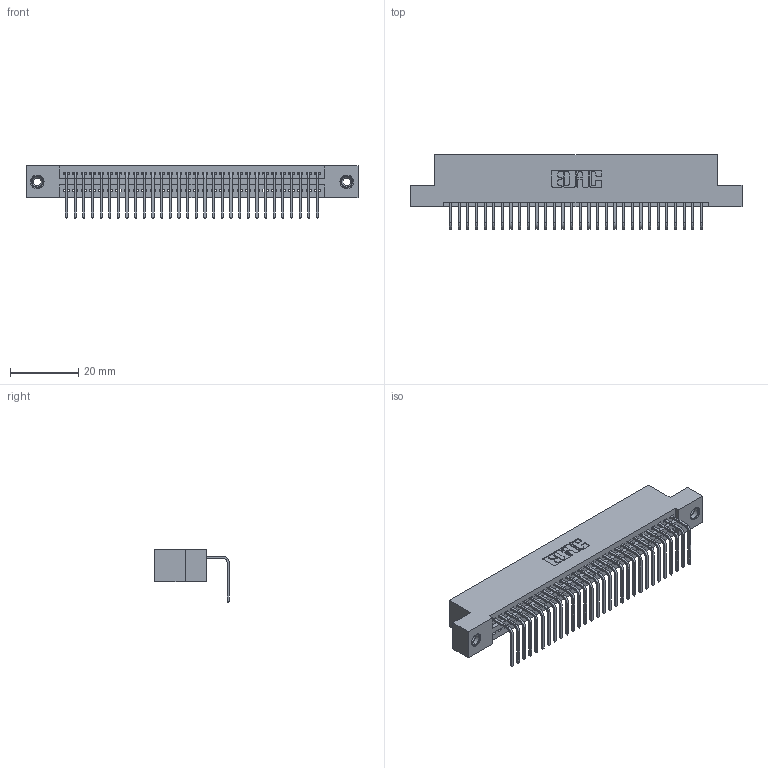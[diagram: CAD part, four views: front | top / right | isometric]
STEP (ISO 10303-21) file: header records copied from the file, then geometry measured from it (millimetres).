
FILE_DESCRIPTION (( 'STEP AP203' ), '1' );
FILE_NAME ('395-030-558-108.STEP', '2018-11-11T08:14:22', ( '' ), ( '' ), 'SwSTEP 2.0', 'SolidWorks 2016', '' );
FILE_SCHEMA (( 'CONFIG_CONTROL_DESIGN' ));
Length unit declared in the file: inch
Products named in the file (4): 345-292-001_558 Tail - 2; 345-250-001_345-250-003-102; 395-030-558-108; 345 Part_Flush Mounting Lugs - 0.156 Dia-TI
Assembly tree (33 placements, depth 2):
  395-030-558-108
    345 Part_Flush Mounting Lugs - 0.156 Dia-TI
    345-292-001_558 Tail - 2  x30
    345-250-001_345-250-003-102  x2
Bounding box: 97.41 x 21.83 x 15.37 mm (x, y, z)
Volume: 9247.1 mm3; surface area: 12732 mm2
Topology: 33 solids, 33 shells, 1986 faces, 5937 edges, 3910 vertices
Faces by surface type: plane 1372, cylinder 598, cone 12, torus 4
Entity records: 25464 total; most frequent: CARTESIAN_POINT 4393, ORIENTED_EDGE 4350, DIRECTION 3881, EDGE_CURVE 2175, LINE 1903, VECTOR 1903, VERTEX_POINT 1444, AXIS2_PLACEMENT_3D 989
